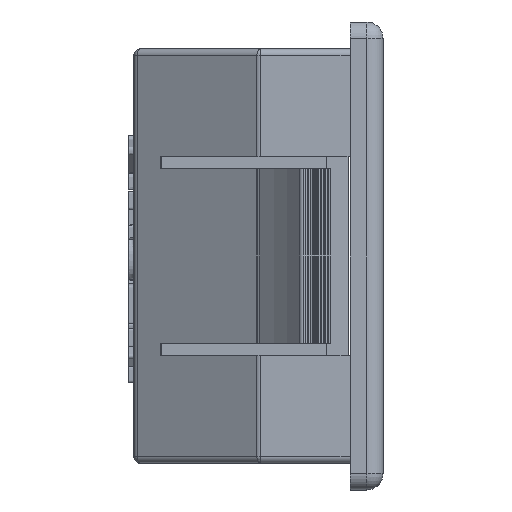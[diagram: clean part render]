
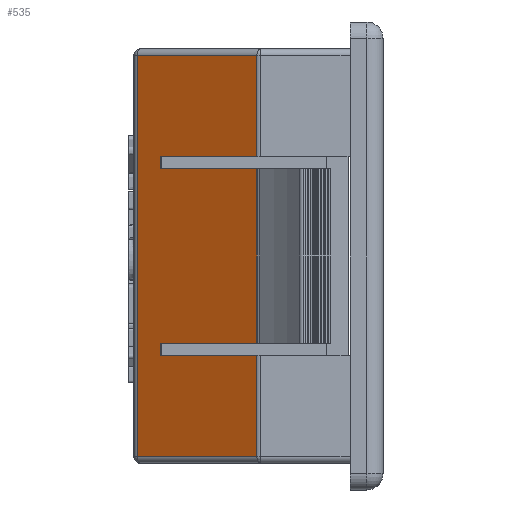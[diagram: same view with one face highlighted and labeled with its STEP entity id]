
A CAD part, left-side view. The second image highlights one B-rep face of the part: STEP entity #535.
In plain terms, the highlighted planar face has unit normal (-0.866, 0.5, 0).
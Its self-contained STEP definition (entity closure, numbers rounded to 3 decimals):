
#535=ADVANCED_FACE('',(#1184),#1185,.T.);
#1184=FACE_OUTER_BOUND('',#1950,.T.);
#1185=PLANE('',#1951);
#1950=EDGE_LOOP('',(#3781,#3782,#3783,#3784,#3785,#3786,#3787,#3788,#3789,#3790,#3791,#3792));
#1951=AXIS2_PLACEMENT_3D('',#3793,#3794,#3795);
#3781=ORIENTED_EDGE('',*,*,#5493,.T.);
#3782=ORIENTED_EDGE('',*,*,#5638,.T.);
#3783=ORIENTED_EDGE('',*,*,#5565,.T.);
#3784=ORIENTED_EDGE('',*,*,#5639,.T.);
#3785=ORIENTED_EDGE('',*,*,#5141,.T.);
#3786=ORIENTED_EDGE('',*,*,#5640,.T.);
#3787=ORIENTED_EDGE('',*,*,#5596,.T.);
#3788=ORIENTED_EDGE('',*,*,#5641,.T.);
#3789=ORIENTED_EDGE('',*,*,#5642,.T.);
#3790=ORIENTED_EDGE('',*,*,#5643,.T.);
#3791=ORIENTED_EDGE('',*,*,#5499,.T.);
#3792=ORIENTED_EDGE('',*,*,#5489,.T.);
#3793=CARTESIAN_POINT('',(-73.641,27.142,72.906));
#3794=DIRECTION('',(-0.866,0.5,0.0));
#3795=DIRECTION('',(0.5,0.866,0.0));
#5141=EDGE_CURVE('',#6141,#6139,#6142,.T.);
#5489=EDGE_CURVE('',#6682,#6686,#6688,.T.);
#5493=EDGE_CURVE('',#6686,#6693,#6695,.T.);
#5499=EDGE_CURVE('',#6704,#6682,#6705,.T.);
#5565=EDGE_CURVE('',#6806,#6807,#6808,.T.);
#5596=EDGE_CURVE('',#6845,#6846,#6847,.T.);
#5638=EDGE_CURVE('',#6693,#6806,#6901,.F.);
#5639=EDGE_CURVE('',#6807,#6141,#6902,.T.);
#5640=EDGE_CURVE('',#6139,#6845,#6903,.F.);
#5641=EDGE_CURVE('',#6846,#6904,#6905,.T.);
#5642=EDGE_CURVE('',#6904,#6906,#6907,.T.);
#5643=EDGE_CURVE('',#6906,#6704,#6908,.T.);
#6139=VERTEX_POINT('',#7732);
#6141=VERTEX_POINT('',#7734);
#6142=LINE('',#7735,#7736);
#6682=VERTEX_POINT('',#8995);
#6686=VERTEX_POINT('',#9001);
#6688=LINE('',#9004,#9005);
#6693=VERTEX_POINT('',#9011);
#6695=LINE('',#9013,#9014);
#6704=VERTEX_POINT('',#9026);
#6705=LINE('',#9027,#9028);
#6806=VERTEX_POINT('',#9176);
#6807=VERTEX_POINT('',#9177);
#6808=LINE('',#9178,#9179);
#6845=VERTEX_POINT('',#9233);
#6846=VERTEX_POINT('',#9234);
#6847=LINE('',#9235,#9236);
#6901=LINE('',#9391,#9392);
#6902=LINE('',#9393,#9394);
#6903=LINE('',#9395,#9396);
#6904=VERTEX_POINT('',#9397);
#6905=LINE('',#9398,#9399);
#6906=VERTEX_POINT('',#9400);
#6907=LINE('',#9401,#9402);
#6908=LINE('',#9403,#9404);
#7732=CARTESIAN_POINT('',(-73.587,27.235,2.025));
#7734=CARTESIAN_POINT('',(-69.398,34.492,2.025));
#7735=CARTESIAN_POINT('',(-73.641,27.142,2.025));
#7736=VECTOR('',#10035,1.0);
#8995=CARTESIAN_POINT('',(-70.206,33.092,19.45));
#9001=CARTESIAN_POINT('',(-70.206,33.092,20.175));
#9004=CARTESIAN_POINT('',(-70.206,33.092,72.906));
#9005=VECTOR('',#10407,1.0);
#9011=CARTESIAN_POINT('',(-73.587,27.235,20.175));
#9013=CARTESIAN_POINT('',(-73.641,27.142,20.175));
#9014=VECTOR('',#10412,1.0);
#9026=CARTESIAN_POINT('',(-73.589,27.231,19.45));
#9027=CARTESIAN_POINT('',(-73.641,27.142,19.45));
#9028=VECTOR('',#10419,1.0);
#9176=CARTESIAN_POINT('',(-73.587,27.235,26.325));
#9177=CARTESIAN_POINT('',(-69.398,34.492,26.325));
#9178=CARTESIAN_POINT('',(-73.641,27.142,26.325));
#9179=VECTOR('',#10497,1.0);
#9233=CARTESIAN_POINT('',(-73.587,27.235,8.175));
#9234=CARTESIAN_POINT('',(-70.206,33.092,8.175));
#9235=CARTESIAN_POINT('',(-73.641,27.142,8.175));
#9236=VECTOR('',#10527,1.0);
#9391=CARTESIAN_POINT('',(-73.587,27.235,72.906));
#9392=VECTOR('',#10574,1.0);
#9393=CARTESIAN_POINT('',(-69.398,34.492,1.625));
#9394=VECTOR('',#10575,1.0);
#9395=CARTESIAN_POINT('',(-73.587,27.235,72.906));
#9396=VECTOR('',#10576,1.0);
#9397=CARTESIAN_POINT('',(-70.206,33.092,8.9));
#9398=CARTESIAN_POINT('',(-70.206,33.092,72.906));
#9399=VECTOR('',#10577,1.0);
#9400=CARTESIAN_POINT('',(-73.589,27.231,8.9));
#9401=CARTESIAN_POINT('',(-73.641,27.142,8.9));
#9402=VECTOR('',#10578,1.0);
#9403=CARTESIAN_POINT('',(-73.589,27.231,19.45));
#9404=VECTOR('',#10579,1.0);
#10035=DIRECTION('',(-0.5,-0.866,0.));
#10407=DIRECTION('',(0.,0.,1.0));
#10412=DIRECTION('',(-0.5,-0.866,0.0));
#10419=DIRECTION('',(0.5,0.866,0.0));
#10497=DIRECTION('',(0.5,0.866,0.0));
#10527=DIRECTION('',(0.5,0.866,0.0));
#10574=DIRECTION('',(0.0,0.0,-1.0));
#10575=DIRECTION('',(0.0,0.0,-1.0));
#10576=DIRECTION('',(0.0,0.0,-1.0));
#10577=DIRECTION('',(0.,0.,1.0));
#10578=DIRECTION('',(-0.5,-0.866,0.0));
#10579=DIRECTION('',(0.0,0.0,1.0));
